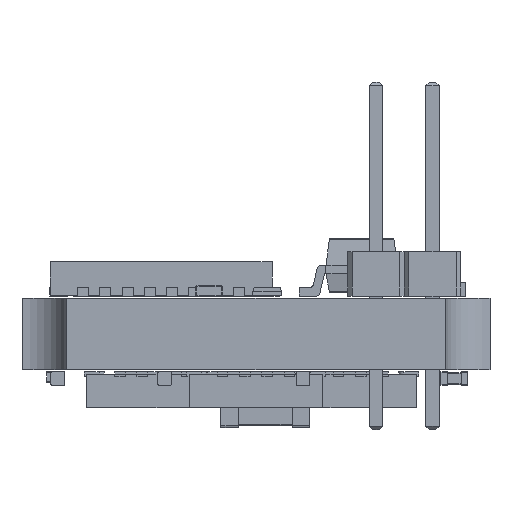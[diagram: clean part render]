
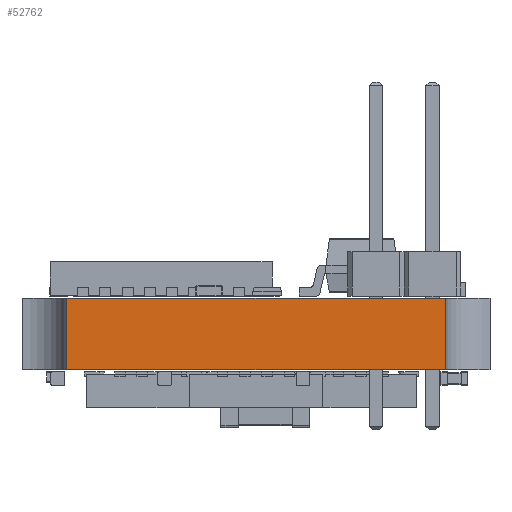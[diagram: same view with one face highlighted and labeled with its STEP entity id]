
A CAD part, left-side view. The second image highlights one B-rep face of the part: STEP entity #52762.
In plain terms, the highlighted planar face has unit normal (-1, 0, 0).
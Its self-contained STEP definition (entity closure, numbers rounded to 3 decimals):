
#51091 = CYLINDRICAL_SURFACE('',#51092,1.);
#51092 = AXIS2_PLACEMENT_3D('',#51093,#51094,#51095);
#51093 = CARTESIAN_POINT('',(-10.5,5.25,0.));
#51094 = DIRECTION('',(-0.,-0.,-1.));
#51095 = DIRECTION('',(1.,0.,-0.));
#51119 = PLANE('',#51120);
#51120 = AXIS2_PLACEMENT_3D('',#51121,#51122,#51123);
#51121 = CARTESIAN_POINT('',(-9.5,5.25,1.6));
#51122 = DIRECTION('',(-0.,0.,1.));
#51123 = DIRECTION('',(1.,0.,0.));
#51173 = PLANE('',#51174);
#51174 = AXIS2_PLACEMENT_3D('',#51175,#51176,#51177);
#51175 = CARTESIAN_POINT('',(-9.5,5.25,0.));
#51176 = DIRECTION('',(-0.,0.,1.));
#51177 = DIRECTION('',(1.,0.,0.));
#51188 = EDGE_CURVE('',#51189,#51191,#51193,.T.);
#51189 = VERTEX_POINT('',#51190);
#51190 = CARTESIAN_POINT('',(-10.5,4.25,0.));
#51191 = VERTEX_POINT('',#51192);
#51192 = CARTESIAN_POINT('',(-10.5,4.25,1.6));
#51193 = SURFACE_CURVE('',#51194,(#51198,#51205),.PCURVE_S1.);
#51194 = LINE('',#51195,#51196);
#51195 = CARTESIAN_POINT('',(-10.5,4.25,0.));
#51196 = VECTOR('',#51197,1.);
#51197 = DIRECTION('',(0.,0.,1.));
#51198 = PCURVE('',#51091,#51199);
#51199 = DEFINITIONAL_REPRESENTATION('',(#51200),#51204);
#51200 = LINE('',#51201,#51202);
#51201 = CARTESIAN_POINT('',(-4.712,0.));
#51202 = VECTOR('',#51203,1.);
#51203 = DIRECTION('',(-0.,-1.));
#51204 = ( GEOMETRIC_REPRESENTATION_CONTEXT(2) 
PARAMETRIC_REPRESENTATION_CONTEXT() REPRESENTATION_CONTEXT('2D SPACE',''
  ) );
#51205 = PCURVE('',#51206,#51211);
#51206 = PLANE('',#51207);
#51207 = AXIS2_PLACEMENT_3D('',#51208,#51209,#51210);
#51208 = CARTESIAN_POINT('',(-10.5,-4.25,0.));
#51209 = DIRECTION('',(-1.,0.,0.));
#51210 = DIRECTION('',(0.,1.,0.));
#51211 = DEFINITIONAL_REPRESENTATION('',(#51212),#51216);
#51212 = LINE('',#51213,#51214);
#51213 = CARTESIAN_POINT('',(8.5,0.));
#51214 = VECTOR('',#51215,1.);
#51215 = DIRECTION('',(0.,-1.));
#51216 = ( GEOMETRIC_REPRESENTATION_CONTEXT(2) 
PARAMETRIC_REPRESENTATION_CONTEXT() REPRESENTATION_CONTEXT('2D SPACE',''
  ) );
#51346 = EDGE_CURVE('',#51347,#51189,#51349,.T.);
#51347 = VERTEX_POINT('',#51348);
#51348 = CARTESIAN_POINT('',(-10.5,-4.25,0.));
#51349 = SURFACE_CURVE('',#51350,(#51354,#51361),.PCURVE_S1.);
#51350 = LINE('',#51351,#51352);
#51351 = CARTESIAN_POINT('',(-10.5,-4.25,0.));
#51352 = VECTOR('',#51353,1.);
#51353 = DIRECTION('',(0.,1.,0.));
#51354 = PCURVE('',#51173,#51355);
#51355 = DEFINITIONAL_REPRESENTATION('',(#51356),#51360);
#51356 = LINE('',#51357,#51358);
#51357 = CARTESIAN_POINT('',(-1.,-9.5));
#51358 = VECTOR('',#51359,1.);
#51359 = DIRECTION('',(0.,1.));
#51360 = ( GEOMETRIC_REPRESENTATION_CONTEXT(2) 
PARAMETRIC_REPRESENTATION_CONTEXT() REPRESENTATION_CONTEXT('2D SPACE',''
  ) );
#51361 = PCURVE('',#51206,#51362);
#51362 = DEFINITIONAL_REPRESENTATION('',(#51363),#51367);
#51363 = LINE('',#51364,#51365);
#51364 = CARTESIAN_POINT('',(0.,0.));
#51365 = VECTOR('',#51366,1.);
#51366 = DIRECTION('',(1.,0.));
#51367 = ( GEOMETRIC_REPRESENTATION_CONTEXT(2) 
PARAMETRIC_REPRESENTATION_CONTEXT() REPRESENTATION_CONTEXT('2D SPACE',''
  ) );
#51386 = CYLINDRICAL_SURFACE('',#51387,1.);
#51387 = AXIS2_PLACEMENT_3D('',#51388,#51389,#51390);
#51388 = CARTESIAN_POINT('',(-10.5,-5.25,0.));
#51389 = DIRECTION('',(-0.,-0.,-1.));
#51390 = DIRECTION('',(1.,0.,-0.));
#52117 = EDGE_CURVE('',#52118,#51191,#52120,.T.);
#52118 = VERTEX_POINT('',#52119);
#52119 = CARTESIAN_POINT('',(-10.5,-4.25,1.6));
#52120 = SURFACE_CURVE('',#52121,(#52125,#52132),.PCURVE_S1.);
#52121 = LINE('',#52122,#52123);
#52122 = CARTESIAN_POINT('',(-10.5,-4.25,1.6));
#52123 = VECTOR('',#52124,1.);
#52124 = DIRECTION('',(0.,1.,0.));
#52125 = PCURVE('',#51119,#52126);
#52126 = DEFINITIONAL_REPRESENTATION('',(#52127),#52131);
#52127 = LINE('',#52128,#52129);
#52128 = CARTESIAN_POINT('',(-1.,-9.5));
#52129 = VECTOR('',#52130,1.);
#52130 = DIRECTION('',(0.,1.));
#52131 = ( GEOMETRIC_REPRESENTATION_CONTEXT(2) 
PARAMETRIC_REPRESENTATION_CONTEXT() REPRESENTATION_CONTEXT('2D SPACE',''
  ) );
#52132 = PCURVE('',#51206,#52133);
#52133 = DEFINITIONAL_REPRESENTATION('',(#52134),#52138);
#52134 = LINE('',#52135,#52136);
#52135 = CARTESIAN_POINT('',(0.,-1.6));
#52136 = VECTOR('',#52137,1.);
#52137 = DIRECTION('',(1.,0.));
#52138 = ( GEOMETRIC_REPRESENTATION_CONTEXT(2) 
PARAMETRIC_REPRESENTATION_CONTEXT() REPRESENTATION_CONTEXT('2D SPACE',''
  ) );
#52762 = ADVANCED_FACE('',(#52763),#51206,.T.);
#52763 = FACE_BOUND('',#52764,.T.);
#52764 = EDGE_LOOP('',(#52765,#52786,#52787,#52788));
#52765 = ORIENTED_EDGE('',*,*,#52766,.T.);
#52766 = EDGE_CURVE('',#51347,#52118,#52767,.T.);
#52767 = SURFACE_CURVE('',#52768,(#52772,#52779),.PCURVE_S1.);
#52768 = LINE('',#52769,#52770);
#52769 = CARTESIAN_POINT('',(-10.5,-4.25,0.));
#52770 = VECTOR('',#52771,1.);
#52771 = DIRECTION('',(0.,0.,1.));
#52772 = PCURVE('',#51206,#52773);
#52773 = DEFINITIONAL_REPRESENTATION('',(#52774),#52778);
#52774 = LINE('',#52775,#52776);
#52775 = CARTESIAN_POINT('',(0.,0.));
#52776 = VECTOR('',#52777,1.);
#52777 = DIRECTION('',(0.,-1.));
#52778 = ( GEOMETRIC_REPRESENTATION_CONTEXT(2) 
PARAMETRIC_REPRESENTATION_CONTEXT() REPRESENTATION_CONTEXT('2D SPACE',''
  ) );
#52779 = PCURVE('',#51386,#52780);
#52780 = DEFINITIONAL_REPRESENTATION('',(#52781),#52785);
#52781 = LINE('',#52782,#52783);
#52782 = CARTESIAN_POINT('',(-1.571,0.));
#52783 = VECTOR('',#52784,1.);
#52784 = DIRECTION('',(-0.,-1.));
#52785 = ( GEOMETRIC_REPRESENTATION_CONTEXT(2) 
PARAMETRIC_REPRESENTATION_CONTEXT() REPRESENTATION_CONTEXT('2D SPACE',''
  ) );
#52786 = ORIENTED_EDGE('',*,*,#52117,.T.);
#52787 = ORIENTED_EDGE('',*,*,#51188,.F.);
#52788 = ORIENTED_EDGE('',*,*,#51346,.F.);
